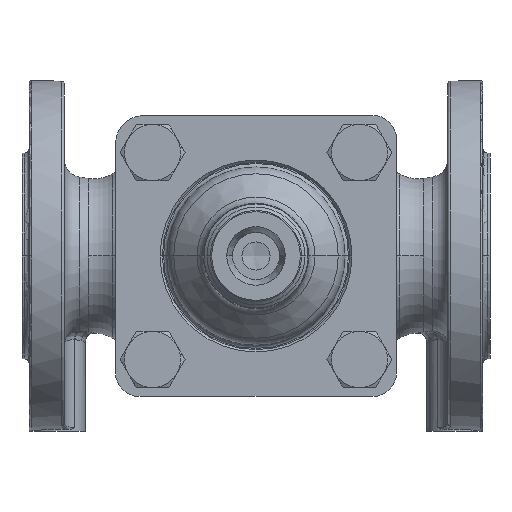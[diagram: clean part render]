
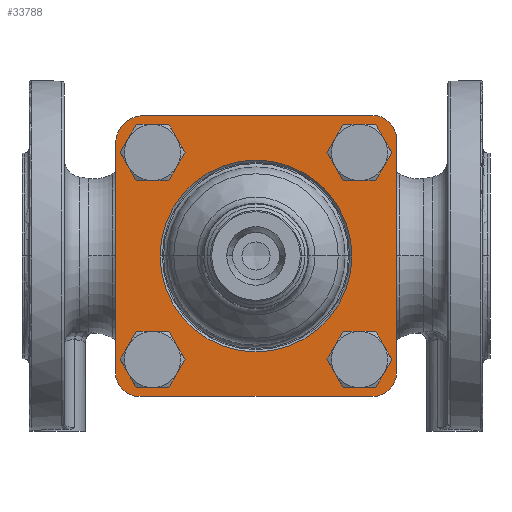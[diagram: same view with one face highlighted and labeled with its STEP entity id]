
A CAD part, front view. The second image highlights one B-rep face of the part: STEP entity #33788.
In plain terms, the highlighted planar face has unit normal (0, -1, 0).
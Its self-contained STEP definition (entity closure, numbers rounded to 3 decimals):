
#33339=CARTESIAN_POINT('',(-48.,0.,48.));
#33340=DIRECTION('',(0.,-1.,0.));
#33341=DIRECTION('',(0.,0.,1.));
#33342=AXIS2_PLACEMENT_3D('',#33339,#33340,#33341);
#33344=DIRECTION('',(1.,0.,0.));
#33345=VECTOR('',#33344,98.);
#33346=CARTESIAN_POINT('',(-48.,0.,60.));
#33347=LINE('',#33346,#33345);
#33348=CARTESIAN_POINT('',(50.,0.,50.));
#33349=DIRECTION('',(0.,-1.,0.));
#33350=DIRECTION('',(1.,0.,0.));
#33351=AXIS2_PLACEMENT_3D('',#33348,#33349,#33350);
#33353=DIRECTION('',(0.,0.,-1.));
#33354=VECTOR('',#33353,100.);
#33355=CARTESIAN_POINT('',(60.,0.,50.));
#33356=LINE('',#33355,#33354);
#33357=CARTESIAN_POINT('',(50.,0.,-50.));
#33358=DIRECTION('',(0.,-1.,0.));
#33359=DIRECTION('',(0.,0.,-1.));
#33360=AXIS2_PLACEMENT_3D('',#33357,#33358,#33359);
#33362=DIRECTION('',(-1.,0.,0.));
#33363=VECTOR('',#33362,100.);
#33364=CARTESIAN_POINT('',(50.,0.,-60.));
#33365=LINE('',#33364,#33363);
#33366=CARTESIAN_POINT('',(-50.,0.,-50.));
#33367=DIRECTION('',(0.,-1.,0.));
#33368=DIRECTION('',(-1.,0.,0.));
#33369=AXIS2_PLACEMENT_3D('',#33366,#33367,#33368);
#33371=DIRECTION('',(0.,0.,1.));
#33372=VECTOR('',#33371,98.);
#33373=CARTESIAN_POINT('',(-60.,0.,-50.));
#33374=LINE('',#33373,#33372);
#33375=CARTESIAN_POINT('',(0.,0.,0.));
#33376=DIRECTION('',(0.,1.,0.));
#33377=DIRECTION('',(1.,0.,0.));
#33378=AXIS2_PLACEMENT_3D('',#33375,#33376,#33377);
#33380=CARTESIAN_POINT('',(0.,0.,
0.));
#33381=DIRECTION('',(0.,1.,0.));
#33382=DIRECTION('',(-1.,0.,0.));
#33383=AXIS2_PLACEMENT_3D('',#33380,#33381,#33382);
#33385=CARTESIAN_POINT('',(-44.194,0.,44.194));
#33386=DIRECTION('',(0.,-1.,0.));
#33387=DIRECTION('',(1.,0.,0.));
#33388=AXIS2_PLACEMENT_3D('',#33385,#33386,#33387);
#33390=CARTESIAN_POINT('',(-44.194,0.,44.194));
#33391=DIRECTION('',(0.,-1.,0.));
#33392=DIRECTION('',(-1.,0.,0.));
#33393=AXIS2_PLACEMENT_3D('',#33390,#33391,#33392);
#33395=CARTESIAN_POINT('',(44.194,0.,44.194));
#33396=DIRECTION('',(0.,-1.,0.));
#33397=DIRECTION('',(1.,0.,0.));
#33398=AXIS2_PLACEMENT_3D('',#33395,#33396,#33397);
#33400=CARTESIAN_POINT('',(44.194,0.,44.194));
#33401=DIRECTION('',(0.,-1.,0.));
#33402=DIRECTION('',(-1.,0.,0.));
#33403=AXIS2_PLACEMENT_3D('',#33400,#33401,#33402);
#33405=CARTESIAN_POINT('',(44.194,0.,-44.194));
#33406=DIRECTION('',(0.,-1.,0.));
#33407=DIRECTION('',(1.,0.,0.));
#33408=AXIS2_PLACEMENT_3D('',#33405,#33406,#33407);
#33410=CARTESIAN_POINT('',(44.194,0.,-44.194));
#33411=DIRECTION('',(0.,-1.,0.));
#33412=DIRECTION('',(-1.,0.,0.));
#33413=AXIS2_PLACEMENT_3D('',#33410,#33411,#33412);
#33415=CARTESIAN_POINT('',(-44.194,0.,-44.194));
#33416=DIRECTION('',(0.,-1.,0.));
#33417=DIRECTION('',(1.,0.,0.));
#33418=AXIS2_PLACEMENT_3D('',#33415,#33416,#33417);
#33420=CARTESIAN_POINT('',(-44.194,0.,-44.194));
#33421=DIRECTION('',(0.,-1.,0.));
#33422=DIRECTION('',(-1.,0.,0.));
#33423=AXIS2_PLACEMENT_3D('',#33420,#33421,#33422);
#33655=CARTESIAN_POINT('',(-48.,0.,60.));
#33656=CARTESIAN_POINT('',(-60.,0.,48.));
#33657=VERTEX_POINT('',#33655);
#33658=VERTEX_POINT('',#33656);
#33663=CARTESIAN_POINT('',(60.,0.,50.));
#33664=CARTESIAN_POINT('',(50.,0.,60.));
#33665=VERTEX_POINT('',#33663);
#33666=VERTEX_POINT('',#33664);
#33671=CARTESIAN_POINT('',(50.,0.,-60.));
#33672=CARTESIAN_POINT('',(60.,0.,-50.));
#33673=VERTEX_POINT('',#33671);
#33674=VERTEX_POINT('',#33672);
#33679=CARTESIAN_POINT('',(-60.,0.,-50.));
#33680=CARTESIAN_POINT('',(-50.,0.,-60.));
#33681=VERTEX_POINT('',#33679);
#33682=VERTEX_POINT('',#33680);
#33695=CARTESIAN_POINT('',(41.,0.,0.));
#33696=CARTESIAN_POINT('',(-41.,0.,0.));
#33697=VERTEX_POINT('',#33695);
#33698=VERTEX_POINT('',#33696);
#33703=CARTESIAN_POINT('',(-35.194,0.,44.194));
#33704=CARTESIAN_POINT('',(-53.194,0.,44.194));
#33705=VERTEX_POINT('',#33703);
#33706=VERTEX_POINT('',#33704);
#33711=CARTESIAN_POINT('',(53.194,0.,44.194));
#33712=CARTESIAN_POINT('',(35.194,0.,44.194));
#33713=VERTEX_POINT('',#33711);
#33714=VERTEX_POINT('',#33712);
#33719=CARTESIAN_POINT('',(53.194,0.,-44.194));
#33720=CARTESIAN_POINT('',(35.194,0.,-44.194));
#33721=VERTEX_POINT('',#33719);
#33722=VERTEX_POINT('',#33720);
#33727=CARTESIAN_POINT('',(-35.194,0.,-44.194));
#33728=CARTESIAN_POINT('',(-53.194,0.,-44.194));
#33729=VERTEX_POINT('',#33727);
#33730=VERTEX_POINT('',#33728);
#33735=CARTESIAN_POINT('',(0.,0.,0.));
#33736=DIRECTION('',(0.,1.,0.));
#33737=DIRECTION('',(1.,0.,0.));
#33738=AXIS2_PLACEMENT_3D('',#33735,#33736,#33737);
#33739=PLANE('',#33738);
#33741=ORIENTED_EDGE('',*,*,#33740,.F.);
#33743=ORIENTED_EDGE('',*,*,#33742,.T.);
#33745=ORIENTED_EDGE('',*,*,#33744,.F.);
#33747=ORIENTED_EDGE('',*,*,#33746,.T.);
#33749=ORIENTED_EDGE('',*,*,#33748,.F.);
#33751=ORIENTED_EDGE('',*,*,#33750,.T.);
#33753=ORIENTED_EDGE('',*,*,#33752,.F.);
#33755=ORIENTED_EDGE('',*,*,#33754,.T.);
#33756=EDGE_LOOP('',(#33741,#33743,#33745,#33747,#33749,#33751,#33753,#33755));
#33757=FACE_OUTER_BOUND('',#33756,.F.);
#33759=ORIENTED_EDGE('',*,*,#33758,.F.);
#33761=ORIENTED_EDGE('',*,*,#33760,.F.);
#33762=EDGE_LOOP('',(#33759,#33761));
#33763=FACE_BOUND('',#33762,.F.);
#33765=ORIENTED_EDGE('',*,*,#33764,.T.);
#33767=ORIENTED_EDGE('',*,*,#33766,.T.);
#33768=EDGE_LOOP('',(#33765,#33767));
#33769=FACE_BOUND('',#33768,.F.);
#33771=ORIENTED_EDGE('',*,*,#33770,.T.);
#33773=ORIENTED_EDGE('',*,*,#33772,.T.);
#33774=EDGE_LOOP('',(#33771,#33773));
#33775=FACE_BOUND('',#33774,.F.);
#33777=ORIENTED_EDGE('',*,*,#33776,.T.);
#33779=ORIENTED_EDGE('',*,*,#33778,.T.);
#33780=EDGE_LOOP('',(#33777,#33779));
#33781=FACE_BOUND('',#33780,.F.);
#33783=ORIENTED_EDGE('',*,*,#33782,.T.);
#33785=ORIENTED_EDGE('',*,*,#33784,.T.);
#33786=EDGE_LOOP('',(#33783,#33785));
#33787=FACE_BOUND('',#33786,.F.);
#33788=ADVANCED_FACE('',(#33757,#33763,#33769,#33775,#33781,#33787),#33739,.F.);
#33343=CIRCLE('',#33342,12.);
#33352=CIRCLE('',#33351,10.);
#33361=CIRCLE('',#33360,10.);
#33370=CIRCLE('',#33369,10.);
#33379=CIRCLE('',#33378,41.);
#33384=CIRCLE('',#33383,41.);
#33389=CIRCLE('',#33388,9.);
#33394=CIRCLE('',#33393,9.);
#33399=CIRCLE('',#33398,9.);
#33404=CIRCLE('',#33403,9.);
#33409=CIRCLE('',#33408,9.);
#33414=CIRCLE('',#33413,9.);
#33419=CIRCLE('',#33418,9.);
#33424=CIRCLE('',#33423,9.);
#33740=EDGE_CURVE('',#33657,#33658,#33343,.T.);
#33742=EDGE_CURVE('',#33657,#33666,#33347,.T.);
#33744=EDGE_CURVE('',#33665,#33666,#33352,.T.);
#33746=EDGE_CURVE('',#33665,#33674,#33356,.T.);
#33748=EDGE_CURVE('',#33673,#33674,#33361,.T.);
#33750=EDGE_CURVE('',#33673,#33682,#33365,.T.);
#33752=EDGE_CURVE('',#33681,#33682,#33370,.T.);
#33754=EDGE_CURVE('',#33681,#33658,#33374,.T.);
#33758=EDGE_CURVE('',#33697,#33698,#33379,.T.);
#33760=EDGE_CURVE('',#33698,#33697,#33384,.T.);
#33764=EDGE_CURVE('',#33705,#33706,#33389,.T.);
#33766=EDGE_CURVE('',#33706,#33705,#33394,.T.);
#33770=EDGE_CURVE('',#33713,#33714,#33399,.T.);
#33772=EDGE_CURVE('',#33714,#33713,#33404,.T.);
#33776=EDGE_CURVE('',#33721,#33722,#33409,.T.);
#33778=EDGE_CURVE('',#33722,#33721,#33414,.T.);
#33782=EDGE_CURVE('',#33729,#33730,#33419,.T.);
#33784=EDGE_CURVE('',#33730,#33729,#33424,.T.);
